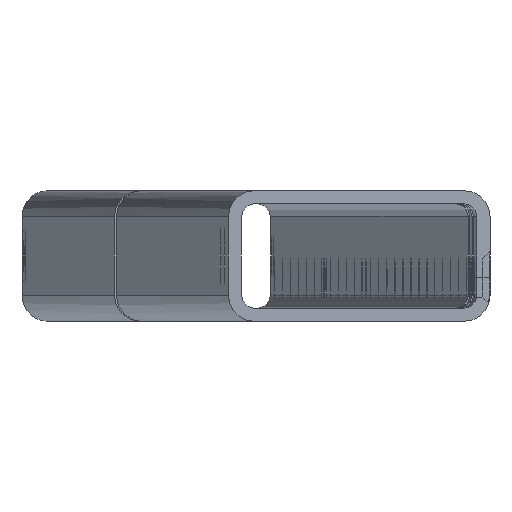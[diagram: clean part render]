
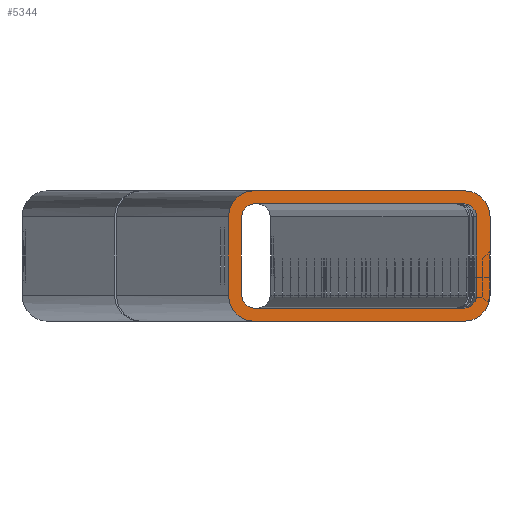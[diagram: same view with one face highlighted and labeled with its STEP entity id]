
A CAD part, front view. The second image highlights one B-rep face of the part: STEP entity #5344.
In plain terms, the highlighted planar face has unit normal (0.009, -1, 0).
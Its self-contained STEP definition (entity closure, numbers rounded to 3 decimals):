
#48 = DIRECTION ( 'NONE',  ( 1., 0.009, 0. ) ) ;
#178 = EDGE_CURVE ( 'NONE', #12791, #7441, #8064, .T. ) ;
#446 = DIRECTION ( 'NONE',  ( 0.009, -1., 0. ) ) ;
#620 = CARTESIAN_POINT ( 'NONE',  ( 107.09, -3239.336, -40.25 ) ) ;
#806 = AXIS2_PLACEMENT_3D ( 'NONE', #6252, #7476, #7332 ) ;
#983 = VERTEX_POINT ( 'NONE', #3575 ) ;
#1033 = AXIS2_PLACEMENT_3D ( 'NONE', #10332, #2545, #10266 ) ;
#1054 = CIRCLE ( 'NONE', #12460, 3. ) ;
#1079 = ORIENTED_EDGE ( 'NONE', *, *, #10125, .T. ) ;
#1325 = EDGE_CURVE ( 'NONE', #5003, #6757, #3306, .T. ) ;
#1342 = DIRECTION ( 'NONE',  ( 0.009, -1., 0. ) ) ;
#1415 = ORIENTED_EDGE ( 'NONE', *, *, #8730, .F. ) ;
#1502 = EDGE_CURVE ( 'NONE', #10572, #3573, #9498, .T. ) ;
#1780 = CARTESIAN_POINT ( 'NONE',  ( 104.09, -3239.363, -43.25 ) ) ;
#1784 = EDGE_CURVE ( 'NONE', #12352, #4035, #13589, .T. ) ;
#1835 = VERTEX_POINT ( 'NONE', #5172 ) ;
#1855 = ORIENTED_EDGE ( 'NONE', *, *, #4934, .F. ) ;
#1878 = LINE ( 'NONE', #9737, #7874 ) ;
#1886 = CARTESIAN_POINT ( 'NONE',  ( 107.09, -3239.336, -22.25 ) ) ;
#1985 = CARTESIAN_POINT ( 'NONE',  ( 56.092, -3239.807, -22.25 ) ) ;
#2012 = CIRCLE ( 'NONE', #9982, 6. ) ;
#2092 = CARTESIAN_POINT ( 'NONE',  ( 56.092, -3239.807, -19.25 ) ) ;
#2141 = VERTEX_POINT ( 'NONE', #3931 ) ;
#2488 = CARTESIAN_POINT ( 'NONE',  ( 50.092, -3239.862, -22.25 ) ) ;
#2502 = DIRECTION ( 'NONE',  ( 0.009, -1., 0. ) ) ;
#2545 = DIRECTION ( 'NONE',  ( 0.009, -1., 0. ) ) ;
#2613 = AXIS2_PLACEMENT_3D ( 'NONE', #11132, #3555, #11995 ) ;
#2697 = CARTESIAN_POINT ( 'NONE',  ( 110.09, -3239.308, -40.25 ) ) ;
#2741 = CARTESIAN_POINT ( 'NONE',  ( 56.092, -3239.807, -16.25 ) ) ;
#2808 = VECTOR ( 'NONE', #10551, 1000. ) ;
#2974 = FACE_BOUND ( 'NONE', #13958, .T. ) ;
#2983 = CARTESIAN_POINT ( 'NONE',  ( 53.092, -3239.834, -40.25 ) ) ;
#3061 = CARTESIAN_POINT ( 'NONE',  ( 56.092, -3239.807, -46.25 ) ) ;
#3064 = VECTOR ( 'NONE', #9061, 1000. ) ;
#3108 = LINE ( 'NONE', #2092, #11586 ) ;
#3131 = DIRECTION ( 'NONE',  ( 0.009, -1., 0. ) ) ;
#3306 = CIRCLE ( 'NONE', #2613, 6. ) ;
#3415 = ORIENTED_EDGE ( 'NONE', *, *, #13419, .T. ) ;
#3422 = CARTESIAN_POINT ( 'NONE',  ( 50.092, -3239.862, -22.25 ) ) ;
#3466 = DIRECTION ( 'NONE',  ( 1., 0.009, 0. ) ) ;
#3555 = DIRECTION ( 'NONE',  ( 0.009, -1., 0. ) ) ;
#3573 = VERTEX_POINT ( 'NONE', #620 ) ;
#3575 = CARTESIAN_POINT ( 'NONE',  ( 104.09, -3239.363, -46.25 ) ) ;
#3630 = VERTEX_POINT ( 'NONE', #2697 ) ;
#3787 = ORIENTED_EDGE ( 'NONE', *, *, #5980, .F. ) ;
#3930 = ORIENTED_EDGE ( 'NONE', *, *, #1784, .T. ) ;
#3931 = CARTESIAN_POINT ( 'NONE',  ( 53.092, -3239.834, -40.25 ) ) ;
#4034 = AXIS2_PLACEMENT_3D ( 'NONE', #12290, #2502, #11213 ) ;
#4035 = VERTEX_POINT ( 'NONE', #12466 ) ;
#4038 = DIRECTION ( 'NONE',  ( 0., 0., 1. ) ) ;
#4148 = VERTEX_POINT ( 'NONE', #1886 ) ;
#4395 = DIRECTION ( 'NONE',  ( 1., 0.009, 0. ) ) ;
#4446 = CARTESIAN_POINT ( 'NONE',  ( 104.09, -3239.363, -19.25 ) ) ;
#4500 = EDGE_CURVE ( 'NONE', #3573, #4148, #11871, .T. ) ;
#4690 = AXIS2_PLACEMENT_3D ( 'NONE', #9154, #13386, #11099 ) ;
#4812 = DIRECTION ( 'NONE',  ( -1., -0.009, 0. ) ) ;
#4815 = DIRECTION ( 'NONE',  ( 1., 0.009, 0. ) ) ;
#4934 = EDGE_CURVE ( 'NONE', #1835, #10572, #11696, .T. ) ;
#5003 = VERTEX_POINT ( 'NONE', #5748 ) ;
#5172 = CARTESIAN_POINT ( 'NONE',  ( 56.092, -3239.807, -43.25 ) ) ;
#5306 = DIRECTION ( 'NONE',  ( -1., -0.009, 0. ) ) ;
#5344 = ADVANCED_FACE ( 'NONE', ( #2974, #14041 ), #8463, .T. ) ;
#5584 = CARTESIAN_POINT ( 'NONE',  ( 56.092, -3239.807, -19.25 ) ) ;
#5741 = CARTESIAN_POINT ( 'NONE',  ( 110.09, -3239.308, -22.25 ) ) ;
#5748 = CARTESIAN_POINT ( 'NONE',  ( 56.092, -3239.807, -16.25 ) ) ;
#5980 = EDGE_CURVE ( 'NONE', #4148, #9907, #12938, .T. ) ;
#6085 = VECTOR ( 'NONE', #3466, 1000. ) ;
#6252 = CARTESIAN_POINT ( 'NONE',  ( 56.092, -3239.807, -22.25 ) ) ;
#6757 = VERTEX_POINT ( 'NONE', #3422 ) ;
#6907 = LINE ( 'NONE', #2488, #3064 ) ;
#6957 = CARTESIAN_POINT ( 'NONE',  ( 56.092, -3239.807, -40.25 ) ) ;
#7296 = CARTESIAN_POINT ( 'NONE',  ( 56.092, -3239.807, -40.25 ) ) ;
#7332 = DIRECTION ( 'NONE',  ( 1., 0.009, 0. ) ) ;
#7441 = VERTEX_POINT ( 'NONE', #9141 ) ;
#7476 = DIRECTION ( 'NONE',  ( 0.009, -1., 0. ) ) ;
#7505 = DIRECTION ( 'NONE',  ( 1., 0.009, 0. ) ) ;
#7662 = EDGE_CURVE ( 'NONE', #983, #3630, #2012, .T. ) ;
#7874 = VECTOR ( 'NONE', #4038, 1000. ) ;
#8064 = CIRCLE ( 'NONE', #9887, 3. ) ;
#8135 = ORIENTED_EDGE ( 'NONE', *, *, #178, .F. ) ;
#8298 = ORIENTED_EDGE ( 'NONE', *, *, #11356, .T. ) ;
#8379 = ORIENTED_EDGE ( 'NONE', *, *, #9723, .T. ) ;
#8463 = PLANE ( 'NONE',  #806 ) ;
#8546 = DIRECTION ( 'NONE',  ( 1., 0.009, 0. ) ) ;
#8554 = CARTESIAN_POINT ( 'NONE',  ( 50.092, -3239.862, -40.25 ) ) ;
#8730 = EDGE_CURVE ( 'NONE', #9907, #12791, #3108, .T. ) ;
#8759 = LINE ( 'NONE', #14076, #6085 ) ;
#8778 = VECTOR ( 'NONE', #4812, 1000. ) ;
#9061 = DIRECTION ( 'NONE',  ( 0., 0., -1. ) ) ;
#9136 = ORIENTED_EDGE ( 'NONE', *, *, #4500, .F. ) ;
#9141 = CARTESIAN_POINT ( 'NONE',  ( 53.092, -3239.834, -22.25 ) ) ;
#9154 = CARTESIAN_POINT ( 'NONE',  ( 104.09, -3239.363, -22.25 ) ) ;
#9434 = EDGE_CURVE ( 'NONE', #7441, #2141, #14056, .T. ) ;
#9498 = CIRCLE ( 'NONE', #1033, 3. ) ;
#9524 = DIRECTION ( 'NONE',  ( 0., 0., 1. ) ) ;
#9617 = CARTESIAN_POINT ( 'NONE',  ( 104.09, -3239.363, -43.25 ) ) ;
#9723 = EDGE_CURVE ( 'NONE', #10674, #10678, #11022, .T. ) ;
#9737 = CARTESIAN_POINT ( 'NONE',  ( 110.09, -3239.308, -22.25 ) ) ;
#9847 = CARTESIAN_POINT ( 'NONE',  ( 104.09, -3239.363, -40.25 ) ) ;
#9887 = AXIS2_PLACEMENT_3D ( 'NONE', #1985, #3131, #4395 ) ;
#9907 = VERTEX_POINT ( 'NONE', #4446 ) ;
#9954 = ORIENTED_EDGE ( 'NONE', *, *, #13311, .F. ) ;
#9982 = AXIS2_PLACEMENT_3D ( 'NONE', #9847, #1342, #48 ) ;
#10125 = EDGE_CURVE ( 'NONE', #6757, #10674, #6907, .T. ) ;
#10241 = LINE ( 'NONE', #2741, #8778 ) ;
#10266 = DIRECTION ( 'NONE',  ( 1., 0.009, 0. ) ) ;
#10332 = CARTESIAN_POINT ( 'NONE',  ( 104.09, -3239.363, -40.25 ) ) ;
#10340 = AXIS2_PLACEMENT_3D ( 'NONE', #6957, #446, #4815 ) ;
#10551 = DIRECTION ( 'NONE',  ( 0., 0., -1. ) ) ;
#10572 = VERTEX_POINT ( 'NONE', #1780 ) ;
#10674 = VERTEX_POINT ( 'NONE', #8554 ) ;
#10678 = VERTEX_POINT ( 'NONE', #3061 ) ;
#10799 = ORIENTED_EDGE ( 'NONE', *, *, #7662, .T. ) ;
#10830 = VECTOR ( 'NONE', #8546, 1000. ) ;
#10837 = ORIENTED_EDGE ( 'NONE', *, *, #1502, .F. ) ;
#11022 = CIRCLE ( 'NONE', #10340, 6. ) ;
#11099 = DIRECTION ( 'NONE',  ( -1., -0.009, 0. ) ) ;
#11132 = CARTESIAN_POINT ( 'NONE',  ( 56.092, -3239.807, -22.25 ) ) ;
#11213 = DIRECTION ( 'NONE',  ( 1., 0.009, 0. ) ) ;
#11356 = EDGE_CURVE ( 'NONE', #4035, #5003, #10241, .T. ) ;
#11453 = EDGE_CURVE ( 'NONE', #3630, #12352, #1878, .T. ) ;
#11586 = VECTOR ( 'NONE', #5306, 1000. ) ;
#11696 = LINE ( 'NONE', #9617, #10830 ) ;
#11717 = ORIENTED_EDGE ( 'NONE', *, *, #11453, .T. ) ;
#11871 = LINE ( 'NONE', #12808, #12646 ) ;
#11908 = ORIENTED_EDGE ( 'NONE', *, *, #9434, .F. ) ;
#11995 = DIRECTION ( 'NONE',  ( 1., 0.009, 0. ) ) ;
#12290 = CARTESIAN_POINT ( 'NONE',  ( 104.09, -3239.363, -22.25 ) ) ;
#12352 = VERTEX_POINT ( 'NONE', #5741 ) ;
#12460 = AXIS2_PLACEMENT_3D ( 'NONE', #7296, #13996, #7505 ) ;
#12466 = CARTESIAN_POINT ( 'NONE',  ( 104.09, -3239.363, -16.25 ) ) ;
#12646 = VECTOR ( 'NONE', #9524, 1000. ) ;
#12791 = VERTEX_POINT ( 'NONE', #5584 ) ;
#12808 = CARTESIAN_POINT ( 'NONE',  ( 107.09, -3239.336, -22.25 ) ) ;
#12938 = CIRCLE ( 'NONE', #4034, 3. ) ;
#13311 = EDGE_CURVE ( 'NONE', #2141, #1835, #1054, .T. ) ;
#13339 = EDGE_LOOP ( 'NONE', ( #13910, #1079, #8379, #3415, #10799, #11717, #3930, #8298 ) ) ;
#13386 = DIRECTION ( 'NONE',  ( 0.009, -1., 0. ) ) ;
#13419 = EDGE_CURVE ( 'NONE', #10678, #983, #8759, .T. ) ;
#13589 = CIRCLE ( 'NONE', #4690, 6. ) ;
#13910 = ORIENTED_EDGE ( 'NONE', *, *, #1325, .T. ) ;
#13958 = EDGE_LOOP ( 'NONE', ( #3787, #9136, #10837, #1855, #9954, #11908, #8135, #1415 ) ) ;
#13996 = DIRECTION ( 'NONE',  ( 0.009, -1., 0. ) ) ;
#14041 = FACE_OUTER_BOUND ( 'NONE', #13339, .T. ) ;
#14056 = LINE ( 'NONE', #2983, #2808 ) ;
#14076 = CARTESIAN_POINT ( 'NONE',  ( 56.092, -3239.807, -46.25 ) ) ;
